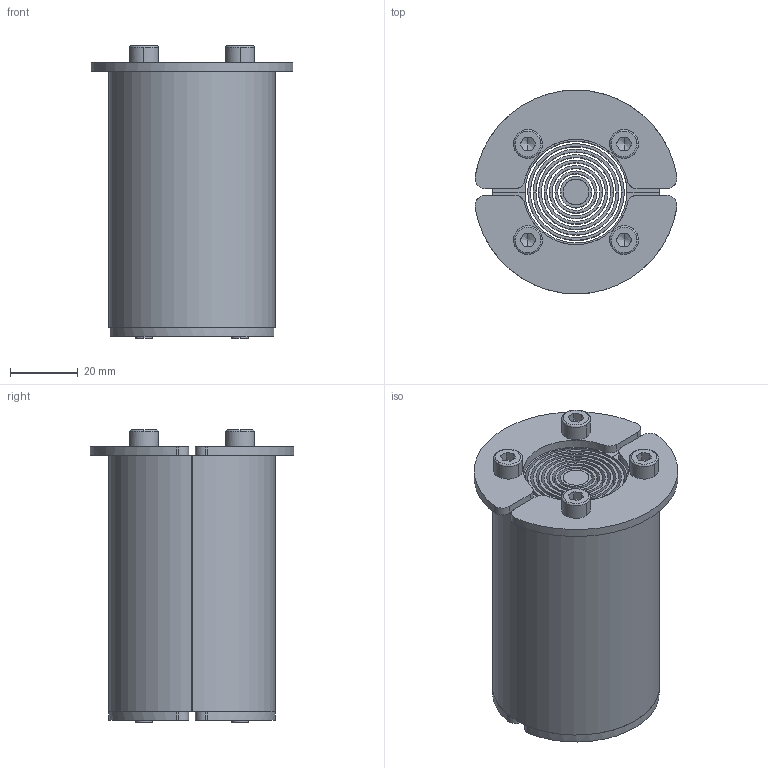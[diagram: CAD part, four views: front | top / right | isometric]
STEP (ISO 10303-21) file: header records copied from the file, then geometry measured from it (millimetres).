
FILE_DESCRIPTION((''),'2;1');
FILE_NAME('RS50.stp','2009-08-14T11:12:23',('JE BOHLIN'),('Roxtec International AB'),'Mechanical Desktop 2005','Mechanical Desktop 2005',', , ');
FILE_SCHEMA(('CONFIG_CONTROL_DESIGN'));
Length unit declared in the file: millimetre
Products named in the file (9): RS50; MOD; HALF; FRONT; PART1; REAR; CYLINDER HEAD CAP SCREW - DIN 912 - M5 X 50; CORE; A4-LLOGO
Assembly tree (10 placements, depth 4):
  RS50
    MOD
      HALF  x2
        FRONT
        PART1
        REAR
        CYLINDER HEAD CAP SCREW - DIN 912 - M5 X 50
      CORE
    A4-LLOGO
Bounding box: 59.4 x 60 x 86 mm (x, y, z)
Surface area: 106485.4 mm2 (no closed solid volume)
Topology: 0 solids, 0 shells, 260 faces, 1196 edges, 1190 vertices
Faces by surface type: bspline 260
Entity records: 5166 total; most frequent: CARTESIAN_POINT 3579, COMPOSITE_CURVE_SEGMENT 498, QUASI_UNIFORM_CURVE 379, PCURVE 181, CURVE_BOUNDED_SURFACE 110, OUTER_BOUNDARY_CURVE 108, QUASI_UNIFORM_SURFACE 52, DIRECTION 22
